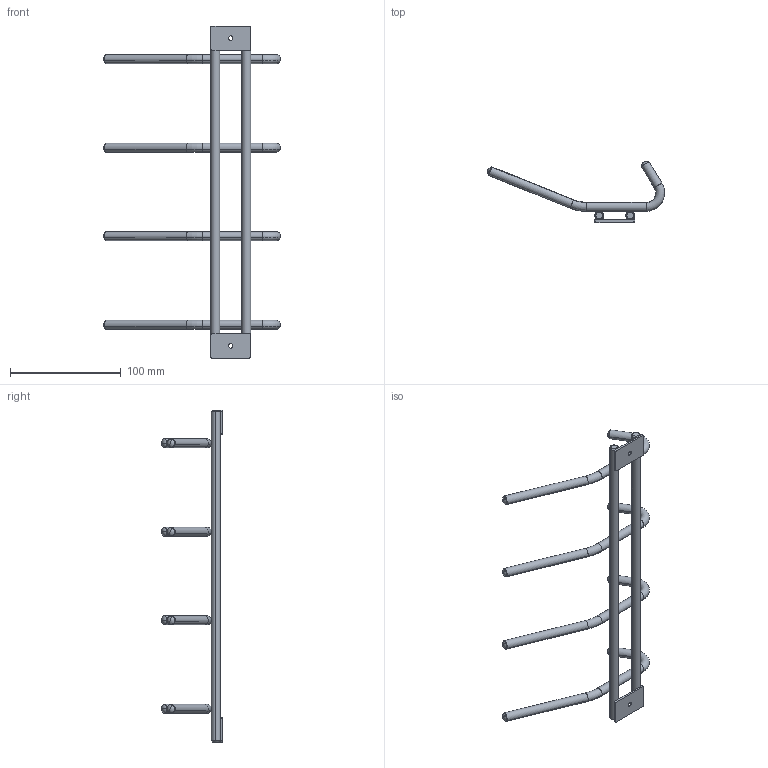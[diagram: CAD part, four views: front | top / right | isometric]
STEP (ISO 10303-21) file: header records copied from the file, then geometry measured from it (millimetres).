
FILE_DESCRIPTION(('Creo Elements/Direct Modeling STEP Export'),'2;1');
FILE_NAME('2196-300.stp','2024-09-12T10:56:57',(''),(''),'Creo Elements/Direct Modeling STEP processor for AP214 (Solid Model)','Creo Elements/Direct Modeling 20.0 12-Nov-2016 (C) Parametric Technology GmbH','');
FILE_SCHEMA(('AUTOMOTIVE_DESIGN { 1 0 10303 214 1 1 1 1 }'));
Length unit declared in the file: millimetre
Products named in the file (4): Haken.4; Schraubplatte.1; Stange.1; NI-8402
Assembly tree (8 placements, depth 2):
  NI-8402
    Stange.1  x2
    Schraubplatte.1  x2
    Haken.4  x4
Bounding box: 159.97 x 54.99 x 300 mm (x, y, z)
Volume: 73128.1 mm3; surface area: 39085.5 mm2
Topology: 8 solids, 8 shells, 104 faces, 244 edges, 140 vertices
Faces by surface type: cylinder 36, torus 24, plane 16, sphere 16, cone 12
Entity records: 1053 total; most frequent: DIRECTION 178, ORIENTED_EDGE 158, CARTESIAN_POINT 153, EDGE_CURVE 79, AXIS2_PLACEMENT_3D 74, VERTEX_POINT 49, EDGE_LOOP 38, FACE_OUTER_BOUND 36
